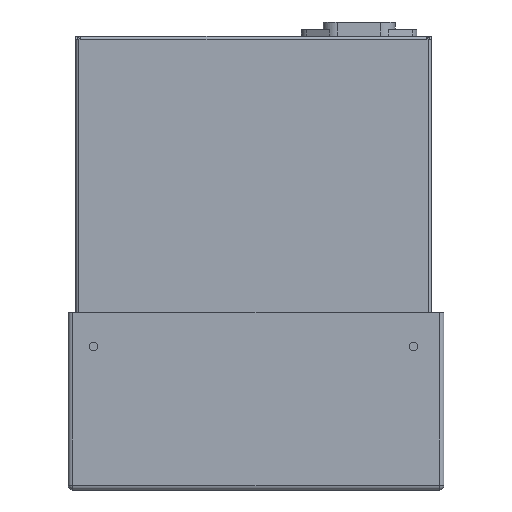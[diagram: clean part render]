
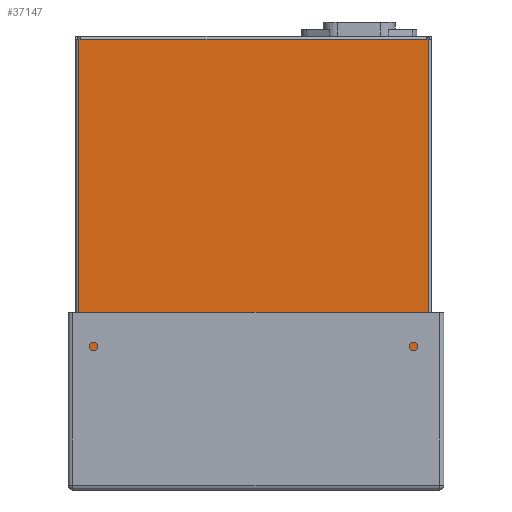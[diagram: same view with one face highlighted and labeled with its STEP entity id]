
A CAD part, front view. The second image highlights one B-rep face of the part: STEP entity #37147.
In plain terms, the highlighted planar face has unit normal (0, -1, 0).
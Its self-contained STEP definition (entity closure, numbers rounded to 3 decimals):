
#914=PLANE('',#39213);
#2482=FACE_OUTER_BOUND('',#4414,.T.);
#4414=EDGE_LOOP('',(#26229,#26230,#26231,#26232,#26233,#26234,#26235,#26236));
#6899=LINE('',#51921,#11575);
#6901=LINE('',#51930,#11577);
#6909=LINE('',#51954,#11585);
#6920=LINE('',#51993,#11596);
#6926=LINE('',#52009,#11602);
#6956=LINE('',#52099,#11632);
#6958=LINE('',#52107,#11634);
#6960=LINE('',#52111,#11636);
#11575=VECTOR('',#41886,146.);
#11577=VECTOR('',#41898,0.8);
#11585=VECTOR('',#41918,0.8);
#11596=VECTOR('',#41955,0.8);
#11602=VECTOR('',#41967,0.8);
#11632=VECTOR('',#42061,138.6);
#11634=VECTOR('',#42071,138.6);
#11636=VECTOR('',#42077,0.8);
#16899=VERTEX_POINT('',#51919);
#16900=VERTEX_POINT('',#51920);
#16902=VERTEX_POINT('',#51929);
#16911=VERTEX_POINT('',#51951);
#16912=VERTEX_POINT('',#51953);
#16927=VERTEX_POINT('',#51991);
#16933=VERTEX_POINT('',#52006);
#16934=VERTEX_POINT('',#52008);
#20516=EDGE_CURVE('',#16899,#16900,#6899,.T.);
#20521=EDGE_CURVE('',#16902,#16900,#6901,.T.);
#20533=EDGE_CURVE('',#16912,#16911,#6909,.T.);
#20552=EDGE_CURVE('',#16927,#16899,#6920,.T.);
#20560=EDGE_CURVE('',#16934,#16933,#6926,.T.);
#20605=EDGE_CURVE('',#16934,#16927,#6956,.T.);
#20609=EDGE_CURVE('',#16902,#16911,#6958,.T.);
#20611=EDGE_CURVE('',#16933,#16912,#6960,.T.);
#26229=ORIENTED_EDGE('',*,*,#20560,.T.);
#26230=ORIENTED_EDGE('',*,*,#20611,.T.);
#26231=ORIENTED_EDGE('',*,*,#20533,.T.);
#26232=ORIENTED_EDGE('',*,*,#20609,.F.);
#26233=ORIENTED_EDGE('',*,*,#20521,.T.);
#26234=ORIENTED_EDGE('',*,*,#20516,.F.);
#26235=ORIENTED_EDGE('',*,*,#20552,.F.);
#26236=ORIENTED_EDGE('',*,*,#20605,.F.);
#37147=ADVANCED_FACE('',(#2482),#914,.T.);
#39213=AXIS2_PLACEMENT_3D('',#52110,#42075,#42076);
#41886=DIRECTION('',(-1.,0.,0.));
#41898=DIRECTION('',(1.,0.,0.));
#41918=DIRECTION('',(-1.,0.,0.));
#41955=DIRECTION('',(-1.,0.,0.));
#41967=DIRECTION('',(-1.,0.,0.));
#42061=DIRECTION('',(0.,0.,-1.));
#42071=DIRECTION('',(0.,0.,1.));
#42075=DIRECTION('center_axis',(0.,-1.,0.));
#42076=DIRECTION('ref_axis',(0.,0.,-1.));
#42077=DIRECTION('',(-1.,0.,0.));
#51919=CARTESIAN_POINT('',(73.,0.,-69.3));
#51920=CARTESIAN_POINT('',(-73.,0.,-69.3));
#51921=CARTESIAN_POINT('',(73.,0.,-69.3));
#51929=CARTESIAN_POINT('',(-73.8,0.,-69.3));
#51930=CARTESIAN_POINT('',(-73.8,0.,-69.3));
#51951=CARTESIAN_POINT('',(-73.8,0.,69.3));
#51953=CARTESIAN_POINT('',(-73.,0.,69.3));
#51954=CARTESIAN_POINT('',(73.8,0.,69.3));
#51991=CARTESIAN_POINT('',(73.8,0.,-69.3));
#51993=CARTESIAN_POINT('',(73.8,0.,-69.3));
#52006=CARTESIAN_POINT('',(73.,0.,69.3));
#52008=CARTESIAN_POINT('',(73.8,0.,69.3));
#52009=CARTESIAN_POINT('',(73.8,0.,69.3));
#52099=CARTESIAN_POINT('',(73.8,0.,69.3));
#52107=CARTESIAN_POINT('',(-73.8,0.,-69.3));
#52110=CARTESIAN_POINT('Origin',(-73.8,0.,0.));
#52111=CARTESIAN_POINT('',(73.8,0.,69.3));
